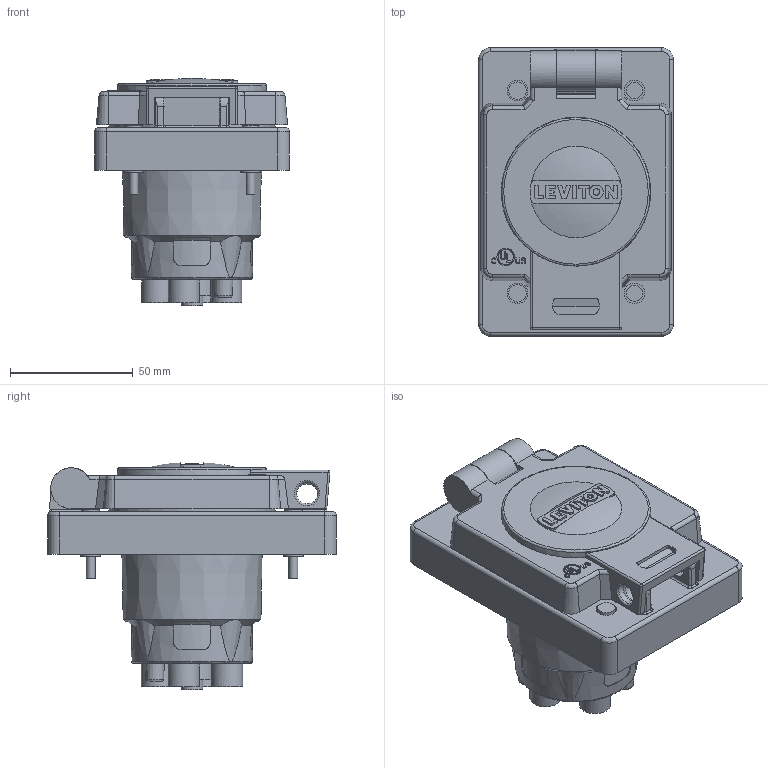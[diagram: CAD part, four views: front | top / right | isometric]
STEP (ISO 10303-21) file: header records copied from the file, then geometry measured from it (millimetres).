
FILE_DESCRIPTION (( 'STEP AP214' ), '1' );
FILE_NAME ('CATSTD-97W82-00S-M01.STEP', '2023-06-16T15:03:40', ( '' ), ( '' ), 'SwSTEP 2.0', 'SolidWorks 2020', '' );
FILE_SCHEMA (( 'AUTOMOTIVE_DESIGN' ));
Length unit declared in the file: inch
Products named in the file (1): CATSTD-97W82-00S-M01
Bounding box: 79.38 x 117.47 x 92.51 mm (x, y, z)
Volume: 372754 mm3; surface area: 52528.2 mm2
Topology: 1 solids, 1 shells, 471 faces, 1304 edges, 880 vertices
Faces by surface type: plane 222, cylinder 184, bspline 42, cone 21, torus 2
Full cylindrical faces by diameter (mm): 2.682 x1, 3.556 x4, 4.775 x4, 5.588 x1, 6.238 x1, 6.604 x2, 7.112 x2, 7.137 x1, 7.925 x4, 8.382 x4, 8.687 x4, 8.89 x1, 11.963 x2, 12.7 x4, 67.97 x1
Entity records: 27576 total; most frequent: CARTESIAN_POINT 10576, ORIENTED_EDGE 2488, DIRECTION 1781, EDGE_CURVE 1244, VERTEX_POINT 872, LINE 623, VECTOR 623, EDGE_LOOP 580
